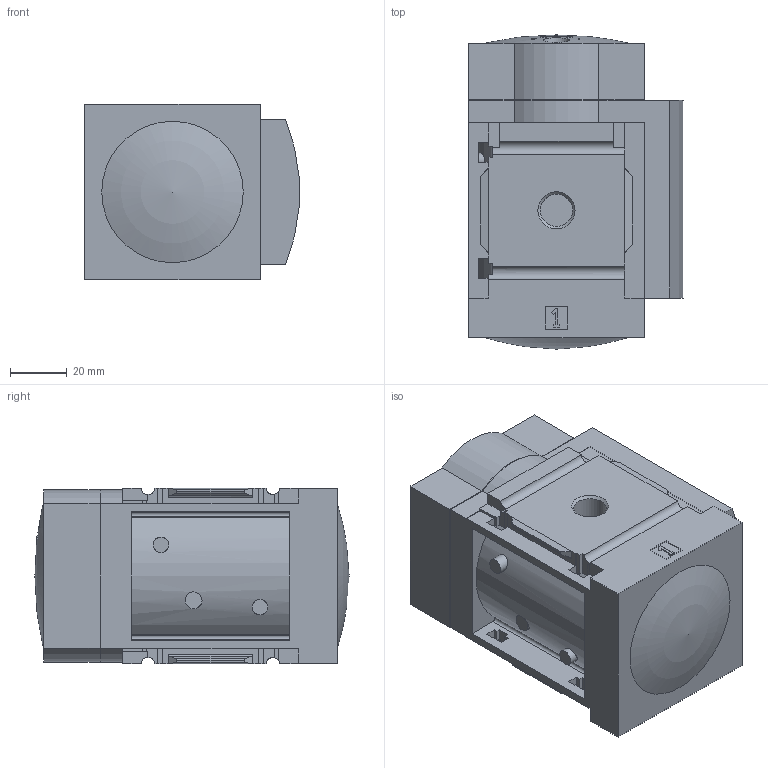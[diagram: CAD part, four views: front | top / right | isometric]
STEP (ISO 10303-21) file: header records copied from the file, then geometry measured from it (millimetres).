
FILE_DESCRIPTION(/* description */ ('STEP AP214'),/* implementation_level */ '2;1');
FILE_NAME(/* name */ '529819_MS6-DL-1_4',/* time_stamp */ '2024-09-10T14:48:20+02:00',/* author */ ('License CC BY-ND 4.0'),/* organization */ ('CADENAS'),/* preprocessor_version */ 'ST-DEVELOPER v19.3',/* originating_system */ 'PARTsolutions',/* authorisation */ ' ');
FILE_SCHEMA (('AUTOMOTIVE_DESIGN {1 0 10303 214 3 1 1}'));
Length unit declared in the file: millimetre
Products named in the file (2): 529819 MS6-DL-1/4; 527684 MS6-DL-1/40D
Assembly tree (1 placements, depth 2):
  529819 MS6-DL-1/4
    527684 MS6-DL-1/40D
Bounding box: 75.8 x 111.08 x 62 mm (x, y, z)
Volume: 410122.9 mm3; surface area: 39988.6 mm2
Topology: 1 solids, 1 shells, 238 faces, 658 edges, 435 vertices
Faces by surface type: plane 188, cylinder 39, cone 5, sphere 4, torus 2
Full cylindrical faces by diameter (mm): 5.5 x2, 7 x1, 9.4 x1, 11.445 x2
Entity records: 9202 total; most frequent: CARTESIAN_POINT 1386, ORIENTED_EDGE 1272, DIRECTION 1247, EDGE_CURVE 636, LINE 479, VECTOR 479, VERTEX_POINT 428, AXIS2_PLACEMENT_3D 384
